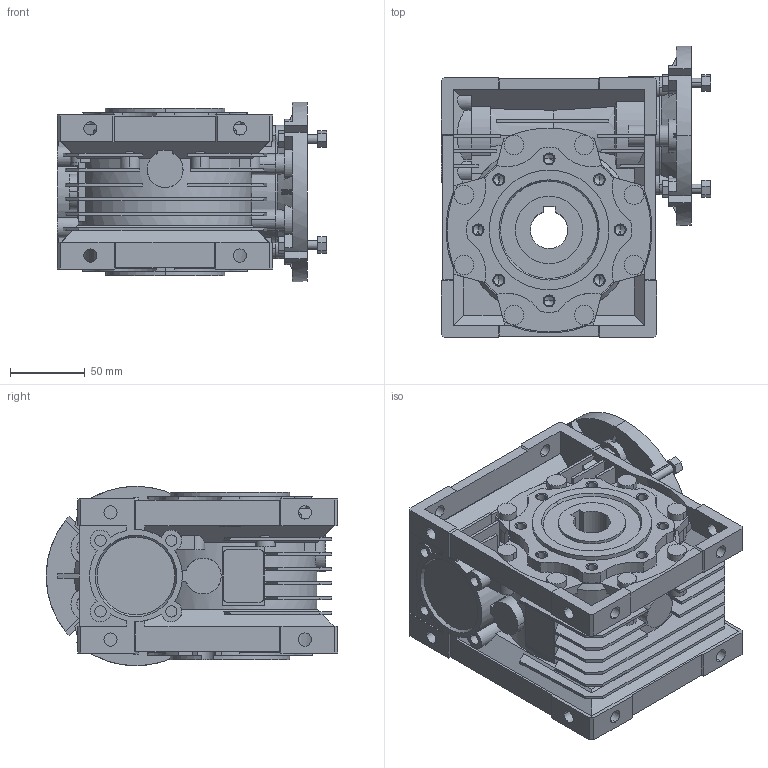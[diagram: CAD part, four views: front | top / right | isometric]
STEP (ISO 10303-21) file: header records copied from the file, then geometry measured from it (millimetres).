
FILE_DESCRIPTION (( 'STEP AP214' ), '1' );
FILE_NAME ('PMRV063_80_B14.STEP', '2018-05-29T11:18:40', ( 'admin' ), ( '' ), 'SwSTEP 2.0', 'SolidWorks 2018', '' );
FILE_SCHEMA (( 'AUTOMOTIVE_DESIGN' ));
Length unit declared in the file: millimetre
Products named in the file (1): PMRV063_80_B14
Bounding box: 180 x 195 x 120 mm (x, y, z)
Volume: 1845655.1 mm3; surface area: 344280.9 mm2
Topology: 4 solids, 6 shells, 1293 faces, 3556 edges, 2301 vertices
Faces by surface type: plane 764, cylinder 395, cone 130, torus 4
Entity records: 43178 total; most frequent: CARTESIAN_POINT 10010, ORIENTED_EDGE 7048, DIRECTION 6876, EDGE_CURVE 3524, AXIS2_PLACEMENT_3D 2350, VERTEX_POINT 2301, LINE 2176, VECTOR 2176
